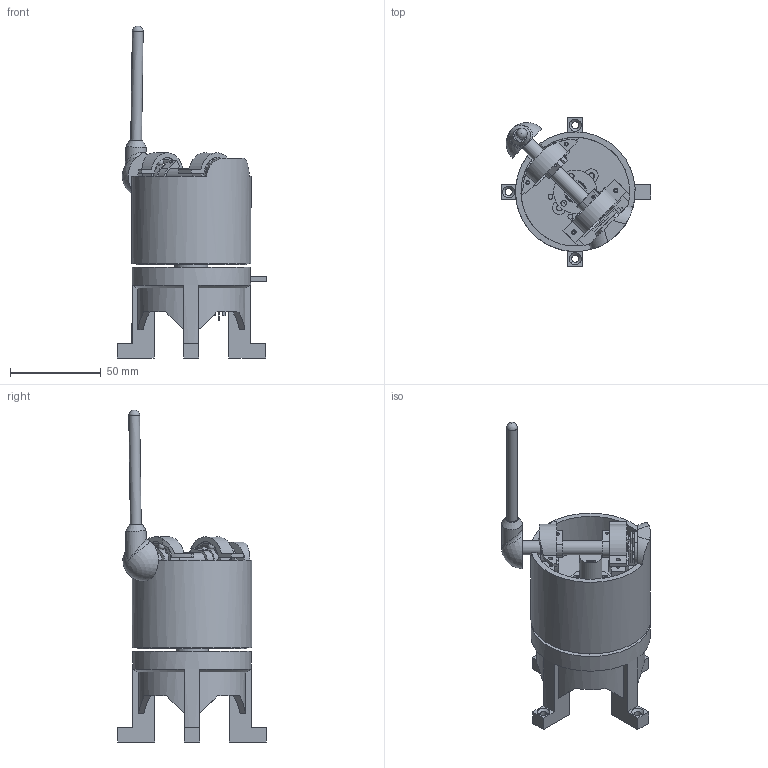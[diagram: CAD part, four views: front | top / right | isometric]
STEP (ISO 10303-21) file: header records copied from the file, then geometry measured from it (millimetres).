
FILE_DESCRIPTION(/* description */ ('STEP AP242','CAx-IF Rec.Pracs.---Representation and Presentation of Product Manufacturing Information (PMI)---4.0---2014-10-13','CAx-IF Rec.Pracs.---3D Tessellated Geometry---0.4---2014-09-14','2;1'),/* implementation_level */ '2;1');
FILE_NAME(/* name */ '682a9d3c84e522147fd2ed85',/* time_stamp */ '2025-05-19T02:53:48Z',/* author */ (''),/* organization */ (''),/* preprocessor_version */ 'ST-DEVELOPER v20',/* originating_system */ 'ONSHAPE BY PTC INC, 1.198',/* authorisation */ ' ');
FILE_SCHEMA (('AP242_MANAGED_MODEL_BASED_3D_ENGINEERING_MIM_LF { 1 0 10303 442 1 1 4 }'));
Length unit declared in the file: metre
Products named in the file (20): Assembly 1; Pendulum Moment; 608 Bearings; Friction Circlip; Encoder AMT103; Pendulum Axle; Motor GB54-2; Pendulum Axle to Moment Adapter 6mm shaft v4; Front Bearing Clamp; Upper Rotor Base; 8mm_ID_Alum_Tube; Mag Sensor; Encoder Shaft Adapter Sleeve; slip_ring; Encoder Shaft Coupler A; Rear Bearing Clamp; Encoder To Motor Mount; Encoder Shaft Coupler B
Assembly tree (21 placements, depth 2):
  Assembly 1
    Pendulum Moment
    608 Bearings
    Friction Circlip  x2
    Encoder AMT103
    Pendulum Axle
    Motor GB54-2
    Pendulum Axle to Moment Adapter 6mm shaft v4
    Front Bearing Clamp
    Upper Rotor Base
    8mm_ID_Alum_Tube
    Mag Sensor
    Encoder Shaft Adapter Sleeve
    608 Bearings  x2
    slip_ring
    Encoder Shaft Coupler A
    Rear Bearing Clamp
    608 Bearings
    Encoder To Motor Mount
    Encoder Shaft Coupler B
Bounding box: 82.69 x 81.96 x 183.14 mm (x, y, z)
Volume: 196669.7 mm3; surface area: 91342.4 mm2
Topology: 21 solids, 21 shells, 569 faces, 1461 edges, 987 vertices
Faces by surface type: plane 347, cylinder 177, cone 23, sphere 18, bspline 4
Full cylindrical faces by diameter (mm): 0.7 x12, 0.8 x6, 1.5 x10, 2 x2, 2.1 x4, 2.4 x2, 2.5 x4, 2.7 x4, 2.8 x2, 3 x6, 3.2 x3, 3.3 x4, 3.66 x2, 4 x12, 4.5 x1, 4.92 x1, 5.2 x1, 5.3 x1, 5.95 x1, 6 x2, 6.05 x1, 7.5 x4, 8 x2, 8.06 x2, 8.08 x1, 8.1 x1, 8.2 x1, 8.5 x1, 9.1 x4, 10.7 x1
Entity records: 16603 total; most frequent: CARTESIAN_POINT 3351, DIRECTION 2666, ORIENTED_EDGE 2356, EDGE_CURVE 1178, AXIS2_PLACEMENT_3D 997, VERTEX_POINT 868, FACE_BOUND 854, EDGE_LOOP 853
